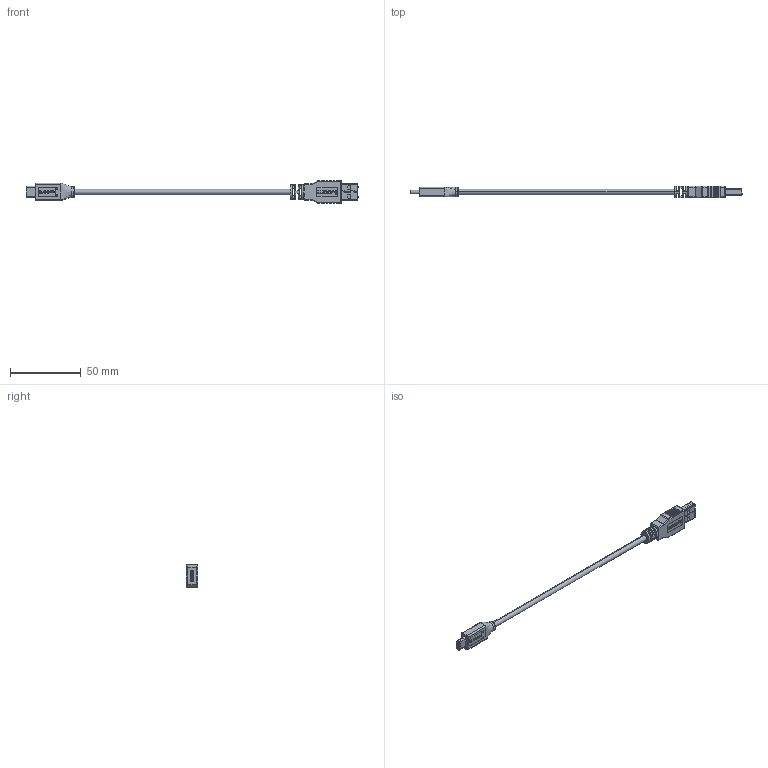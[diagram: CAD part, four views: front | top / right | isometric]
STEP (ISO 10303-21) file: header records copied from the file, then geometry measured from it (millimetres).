
FILE_DESCRIPTION (( 'STEP AP214' ), '1' );
FILE_NAME ('U3A00063.STEP', '2017-11-29T17:54:15', ( '' ), ( '' ), 'SwSTEP 2.0', 'SolidWorks 2014', '' );
FILE_SCHEMA (( 'AUTOMOTIVE_DESIGN' ));
Length unit declared in the file: inch
Products named in the file (15): MTN-928_NO CABLE; 1AA05-099_No Shells; 1AA05-099-MA2; 1AA05-099-MA1; MTN-927_USB 3.0 WITH LCOM LOGO; U3A00063-MA1; U3A00063; MTN-594_NO CABLE; 1AA05-046-MA2_Without Crimp; 1AA05-046-MA1; MTN-593; 1AA05-046-MA3
Assembly tree (14 placements, depth 4):
  U3A00063
    U3A00063-MA1
    MTN-927_USB 3.0 WITH LCOM LOGO
      MTN-927_USB 3.0 WITH LCOM LOGO
      1AA05-099_No Shells
        1AA05-099-MA1
        1AA05-099-MA2
      MTN-928_NO CABLE
    MTN-594_NO CABLE
      MTN-593
        1AA05-046-MA3
        MTN-593
      1AA05-046-MA1
      1AA05-046-MA2_Without Crimp
      MTN-594_NO CABLE
Bounding box: 234.35 x 8 x 16 mm (x, y, z)
Volume: 8850.9 mm3; surface area: 10071.3 mm2
Topology: 24 solids, 24 shells, 2552 faces, 6874 edges, 4521 vertices
Faces by surface type: plane 1813, cylinder 500, bspline 195, torus 30, sphere 10, cone 4
Entity records: 97140 total; most frequent: CARTESIAN_POINT 24598, ORIENTED_EDGE 13716, DIRECTION 12147, EDGE_CURVE 6858, LINE 5325, VECTOR 5325, VERTEX_POINT 4521, AXIS2_PLACEMENT_3D 3411
